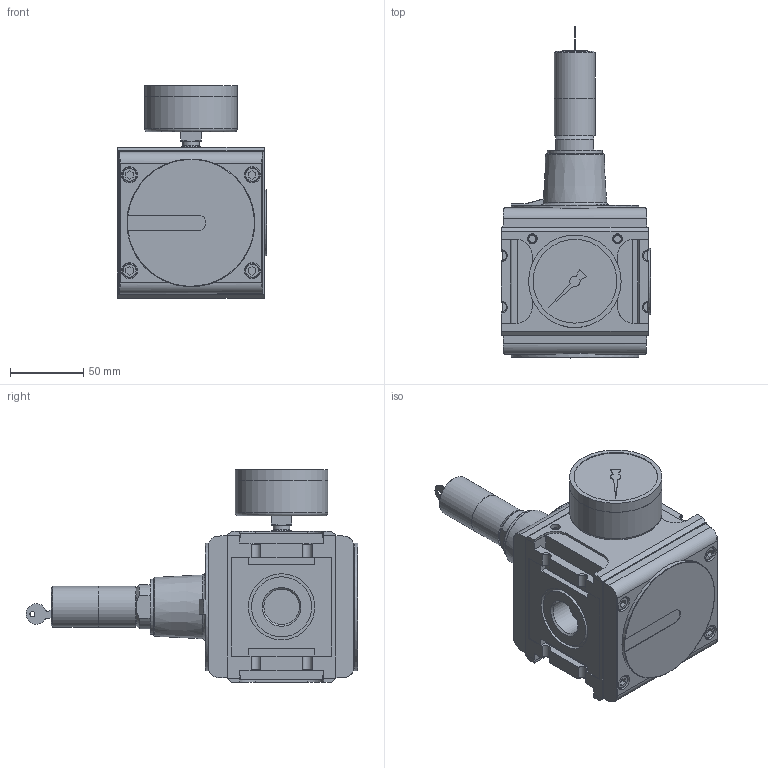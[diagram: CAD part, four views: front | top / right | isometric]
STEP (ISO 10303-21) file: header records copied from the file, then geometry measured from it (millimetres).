
FILE_DESCRIPTION( ( 'STEP AP203' ), ' ' );
FILE_NAME( '9.1754.00.006.stp', '2017-04-11T13:05:17', ( '' ), ( '' ), ' ', 'PARTsolutions', ' ' );
FILE_SCHEMA( ( 'CONFIG_CONTROL_DESIGN' ) );
Length unit declared in the file: millimetre
Products named in the file (3): 9.1754.00.006; _R 54 - 3-10100-G; _R 54 - 3-2
Assembly tree (2 placements, depth 2):
  9.1754.00.006
    _R 54 - 3-10100-G
    _R 54 - 3-2
Bounding box: 101.5 x 226 x 145 mm (x, y, z)
Volume: 1156228.8 mm3; surface area: 98126.3 mm2
Topology: 2 solids, 2 shells, 396 faces, 968 edges, 638 vertices
Faces by surface type: plane 265, cylinder 87, cone 29, torus 15
Full cylindrical faces by diameter (mm): 3.5 x1, 4.917 x4, 6.7 x4, 10 x8, 11 x8, 11.445 x2, 13.157 x1, 19.2 x2, 24 x1, 24.117 x2, 28 x2, 36.2 x1, 37.5 x1, 40.9 x1, 41 x1, 45 x1, 45.1 x1, 57 x1, 62.96 x1, 63 x2, 87 x2
Entity records: 11446 total; most frequent: CARTESIAN_POINT 2218, DIRECTION 1868, ORIENTED_EDGE 1754, EDGE_CURVE 877, LINE 628, VECTOR 628, VERTEX_POINT 626, AXIS2_PLACEMENT_3D 620
